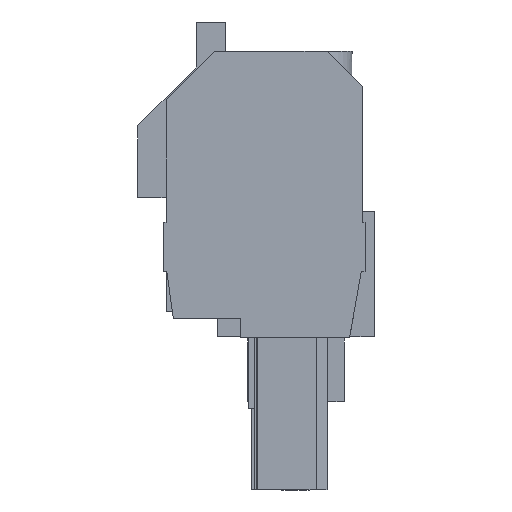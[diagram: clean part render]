
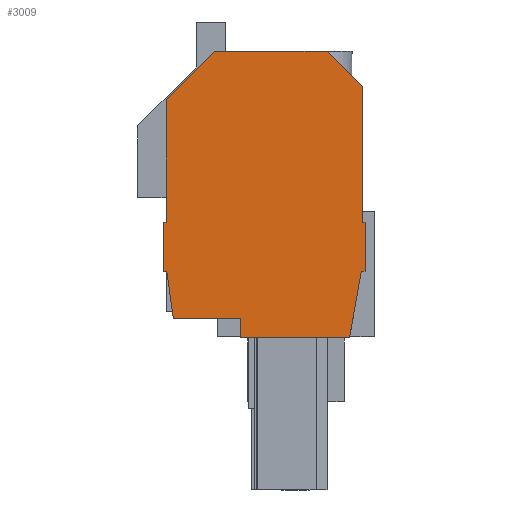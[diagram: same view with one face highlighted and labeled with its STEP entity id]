
A CAD part, left-side view. The second image highlights one B-rep face of the part: STEP entity #3009.
In plain terms, the highlighted planar face has unit normal (-1, 0, 0).
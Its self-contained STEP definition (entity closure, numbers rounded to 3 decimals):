
#2920=AXIS2_PLACEMENT_3D('Plane Axis2P3D',#2917,#2918,#2919) ;
#111=CARTESIAN_POINT('Vertex',(0.,21.23,27.3)) ;
#116=CARTESIAN_POINT('Line Origine',(0.,21.23,33.532)) ;
#120=CARTESIAN_POINT('Vertex',(0.,21.23,39.764)) ;
#247=CARTESIAN_POINT('Vertex',(0.,1.23,27.3)) ;
#459=CARTESIAN_POINT('Vertex',(0.,1.23,41.114)) ;
#462=CARTESIAN_POINT('Line Origine',(0.,1.23,34.207)) ;
#2257=CARTESIAN_POINT('Vertex',(0.,1.334,22.3)) ;
#2260=CARTESIAN_POINT('Line Origine',(0.,1.934,18.9)) ;
#2264=CARTESIAN_POINT('Vertex',(0.,2.533,15.5)) ;
#2315=CARTESIAN_POINT('Vertex',(0.,20.487,17.5)) ;
#2318=CARTESIAN_POINT('Line Origine',(0.,20.825,19.9)) ;
#2322=CARTESIAN_POINT('Vertex',(0.,21.162,22.3)) ;
#2782=CARTESIAN_POINT('Vertex',(0.,4.816,44.7)) ;
#2785=CARTESIAN_POINT('Line Origine',(0.,3.023,42.907)) ;
#2917=CARTESIAN_POINT('Axis2P3D Location',(0.,0.93,0.)) ;
#2922=CARTESIAN_POINT('Line Origine',(0.,21.53,24.8)) ;
#2926=CARTESIAN_POINT('Vertex',(0.,21.53,27.3)) ;
#2928=CARTESIAN_POINT('Vertex',(0.,21.53,22.3)) ;
#2931=CARTESIAN_POINT('Line Origine',(0.,21.346,22.3)) ;
#2936=CARTESIAN_POINT('Line Origine',(0.,17.07,17.5)) ;
#2940=CARTESIAN_POINT('Vertex',(0.,13.653,17.5)) ;
#2943=CARTESIAN_POINT('Line Origine',(0.,13.653,16.5)) ;
#2947=CARTESIAN_POINT('Vertex',(0.,13.653,15.5)) ;
#2950=CARTESIAN_POINT('Line Origine',(0.,8.093,15.5)) ;
#2955=CARTESIAN_POINT('Line Origine',(0.,1.132,22.3)) ;
#2959=CARTESIAN_POINT('Vertex',(0.,0.93,22.3)) ;
#2962=CARTESIAN_POINT('Line Origine',(0.,0.93,24.8)) ;
#2966=CARTESIAN_POINT('Vertex',(0.,0.93,27.3)) ;
#2969=CARTESIAN_POINT('Line Origine',(0.,1.08,27.3)) ;
#2974=CARTESIAN_POINT('Line Origine',(0.,10.555,44.7)) ;
#2978=CARTESIAN_POINT('Vertex',(0.,16.294,44.7)) ;
#2981=CARTESIAN_POINT('Line Origine',(0.,18.762,42.232)) ;
#2986=CARTESIAN_POINT('Line Origine',(0.,21.38,27.3)) ;
#117=DIRECTION('Vector Direction',(0.,0.,1.)) ;
#463=DIRECTION('Vector Direction',(0.,0.,-1.)) ;
#2261=DIRECTION('Vector Direction',(0.,0.174,-0.985)) ;
#2319=DIRECTION('Vector Direction',(0.,-0.139,-0.99)) ;
#2786=DIRECTION('Vector Direction',(0.,0.707,0.707)) ;
#2918=DIRECTION('Axis2P3D Direction',(-1.,0.,0.)) ;
#2919=DIRECTION('Axis2P3D XDirection',(0.,0.,1.)) ;
#2923=DIRECTION('Vector Direction',(0.,0.,-1.)) ;
#2932=DIRECTION('Vector Direction',(0.,-1.,0.)) ;
#2937=DIRECTION('Vector Direction',(0.,-1.,0.)) ;
#2944=DIRECTION('Vector Direction',(0.,0.,-1.)) ;
#2951=DIRECTION('Vector Direction',(0.,-1.,0.)) ;
#2956=DIRECTION('Vector Direction',(0.,-1.,0.)) ;
#2963=DIRECTION('Vector Direction',(0.,0.,1.)) ;
#2970=DIRECTION('Vector Direction',(0.,1.,0.)) ;
#2975=DIRECTION('Vector Direction',(0.,1.,0.)) ;
#2982=DIRECTION('Vector Direction',(0.,0.707,-0.707)) ;
#2987=DIRECTION('Vector Direction',(0.,1.,0.)) ;
#118=VECTOR('Line Direction',#117,1.) ;
#464=VECTOR('Line Direction',#463,1.) ;
#2262=VECTOR('Line Direction',#2261,1.) ;
#2320=VECTOR('Line Direction',#2319,1.) ;
#2787=VECTOR('Line Direction',#2786,1.) ;
#2924=VECTOR('Line Direction',#2923,1.) ;
#2933=VECTOR('Line Direction',#2932,1.) ;
#2938=VECTOR('Line Direction',#2937,1.) ;
#2945=VECTOR('Line Direction',#2944,1.) ;
#2952=VECTOR('Line Direction',#2951,1.) ;
#2957=VECTOR('Line Direction',#2956,1.) ;
#2964=VECTOR('Line Direction',#2963,1.) ;
#2971=VECTOR('Line Direction',#2970,1.) ;
#2976=VECTOR('Line Direction',#2975,1.) ;
#2983=VECTOR('Line Direction',#2982,1.) ;
#2988=VECTOR('Line Direction',#2987,1.) ;
#2992=ORIENTED_EDGE('',*,*,#2930,.T.) ;
#2993=ORIENTED_EDGE('',*,*,#2935,.T.) ;
#2994=ORIENTED_EDGE('',*,*,#2324,.T.) ;
#2995=ORIENTED_EDGE('',*,*,#2942,.T.) ;
#2996=ORIENTED_EDGE('',*,*,#2949,.T.) ;
#2997=ORIENTED_EDGE('',*,*,#2954,.T.) ;
#2998=ORIENTED_EDGE('',*,*,#2266,.T.) ;
#2999=ORIENTED_EDGE('',*,*,#2961,.T.) ;
#3000=ORIENTED_EDGE('',*,*,#2968,.T.) ;
#3001=ORIENTED_EDGE('',*,*,#2973,.T.) ;
#3002=ORIENTED_EDGE('',*,*,#466,.T.) ;
#3003=ORIENTED_EDGE('',*,*,#2789,.T.) ;
#3004=ORIENTED_EDGE('',*,*,#2980,.T.) ;
#3005=ORIENTED_EDGE('',*,*,#2985,.T.) ;
#3006=ORIENTED_EDGE('',*,*,#122,.T.) ;
#3007=ORIENTED_EDGE('',*,*,#2990,.T.) ;
#3009=ADVANCED_FACE('housing',(#3008),#2921,.T.) ;
#122=EDGE_CURVE('',#121,#112,#119,.F.) ;
#466=EDGE_CURVE('',#248,#460,#465,.F.) ;
#2266=EDGE_CURVE('',#2265,#2258,#2263,.F.) ;
#2324=EDGE_CURVE('',#2323,#2316,#2321,.T.) ;
#2789=EDGE_CURVE('',#460,#2783,#2788,.T.) ;
#2930=EDGE_CURVE('',#2927,#2929,#2925,.T.) ;
#2935=EDGE_CURVE('',#2929,#2323,#2934,.T.) ;
#2942=EDGE_CURVE('',#2316,#2941,#2939,.T.) ;
#2949=EDGE_CURVE('',#2941,#2948,#2946,.T.) ;
#2954=EDGE_CURVE('',#2948,#2265,#2953,.T.) ;
#2961=EDGE_CURVE('',#2258,#2960,#2958,.T.) ;
#2968=EDGE_CURVE('',#2960,#2967,#2965,.T.) ;
#2973=EDGE_CURVE('',#2967,#248,#2972,.T.) ;
#2980=EDGE_CURVE('',#2783,#2979,#2977,.T.) ;
#2985=EDGE_CURVE('',#2979,#121,#2984,.T.) ;
#2990=EDGE_CURVE('',#112,#2927,#2989,.T.) ;
#2991=EDGE_LOOP('',(#2992,#2993,#2994,#2995,#2996,#2997,#2998,#2999,#3000,#3001,#3002,#3003,#3004,#3005,#3006,#3007)) ;
#3008=FACE_OUTER_BOUND('',#2991,.T.) ;
#119=LINE('Line',#116,#118) ;
#465=LINE('Line',#462,#464) ;
#2263=LINE('Line',#2260,#2262) ;
#2321=LINE('Line',#2318,#2320) ;
#2788=LINE('Line',#2785,#2787) ;
#2925=LINE('Line',#2922,#2924) ;
#2934=LINE('Line',#2931,#2933) ;
#2939=LINE('Line',#2936,#2938) ;
#2946=LINE('Line',#2943,#2945) ;
#2953=LINE('Line',#2950,#2952) ;
#2958=LINE('Line',#2955,#2957) ;
#2965=LINE('Line',#2962,#2964) ;
#2972=LINE('Line',#2969,#2971) ;
#2977=LINE('Line',#2974,#2976) ;
#2984=LINE('Line',#2981,#2983) ;
#2989=LINE('Line',#2986,#2988) ;
#2921=PLANE('',#2920) ;
#112=VERTEX_POINT('',#111) ;
#121=VERTEX_POINT('',#120) ;
#248=VERTEX_POINT('',#247) ;
#460=VERTEX_POINT('',#459) ;
#2258=VERTEX_POINT('',#2257) ;
#2265=VERTEX_POINT('',#2264) ;
#2316=VERTEX_POINT('',#2315) ;
#2323=VERTEX_POINT('',#2322) ;
#2783=VERTEX_POINT('',#2782) ;
#2927=VERTEX_POINT('',#2926) ;
#2929=VERTEX_POINT('',#2928) ;
#2941=VERTEX_POINT('',#2940) ;
#2948=VERTEX_POINT('',#2947) ;
#2960=VERTEX_POINT('',#2959) ;
#2967=VERTEX_POINT('',#2966) ;
#2979=VERTEX_POINT('',#2978) ;
